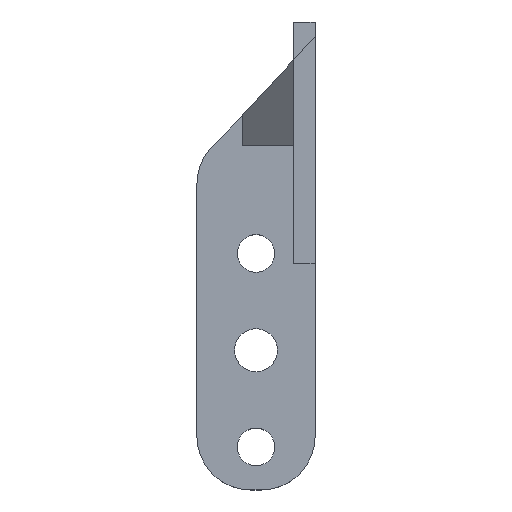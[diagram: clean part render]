
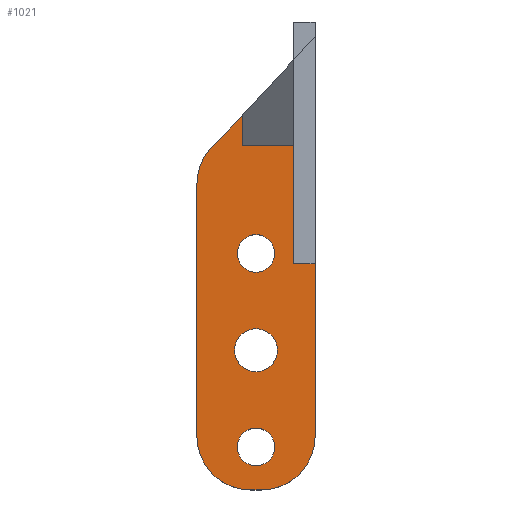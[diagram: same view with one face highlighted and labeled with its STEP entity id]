
A CAD part, top view. The second image highlights one B-rep face of the part: STEP entity #1021.
In plain terms, the highlighted planar face has unit normal (0, 0, 1).
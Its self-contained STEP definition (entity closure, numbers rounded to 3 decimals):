
#63=FACE_BOUND('',#188,.T.);
#64=FACE_BOUND('',#189,.T.);
#65=FACE_BOUND('',#190,.T.);
#85=CIRCLE('',#1108,5.);
#86=CIRCLE('',#1109,5.);
#87=CIRCLE('',#1110,5.);
#88=CIRCLE('',#1111,1.75);
#89=CIRCLE('',#1112,1.75);
#90=CIRCLE('',#1113,2.);
#91=CIRCLE('',#1114,2.);
#92=CIRCLE('',#1115,1.75);
#129=FACE_OUTER_BOUND('',#187,.T.);
#187=EDGE_LOOP('',(#890,#891,#892,#893,#894,#895,#896,#897,#898,#899));
#188=EDGE_LOOP('',(#900,#901));
#189=EDGE_LOOP('',(#902,#903));
#190=EDGE_LOOP('',(#904));
#203=LINE('',#1398,#317);
#258=LINE('',#1530,#372);
#295=LINE('',#1603,#409);
#304=LINE('',#1636,#418);
#305=LINE('',#1638,#419);
#306=LINE('',#1642,#420);
#307=LINE('',#1646,#421);
#317=VECTOR('',#1132,10.);
#372=VECTOR('',#1235,10.);
#409=VECTOR('',#1306,10.);
#418=VECTOR('',#1341,10.);
#419=VECTOR('',#1344,10.);
#420=VECTOR('',#1347,10.);
#421=VECTOR('',#1350,10.);
#431=VERTEX_POINT('',#1395);
#432=VERTEX_POINT('',#1397);
#484=VERTEX_POINT('',#1527);
#485=VERTEX_POINT('',#1529);
#504=VERTEX_POINT('',#1601);
#515=VERTEX_POINT('',#1634);
#516=VERTEX_POINT('',#1639);
#517=VERTEX_POINT('',#1641);
#518=VERTEX_POINT('',#1643);
#519=VERTEX_POINT('',#1645);
#520=VERTEX_POINT('',#1648);
#521=VERTEX_POINT('',#1649);
#522=VERTEX_POINT('',#1652);
#523=VERTEX_POINT('',#1653);
#524=VERTEX_POINT('',#1656);
#527=EDGE_CURVE('',#432,#431,#203,.T.);
#593=EDGE_CURVE('',#484,#485,#258,.T.);
#630=EDGE_CURVE('',#504,#431,#295,.T.);
#647=EDGE_CURVE('',#515,#484,#304,.T.);
#648=EDGE_CURVE('',#485,#504,#305,.T.);
#649=EDGE_CURVE('',#516,#515,#85,.T.);
#650=EDGE_CURVE('',#516,#517,#306,.T.);
#651=EDGE_CURVE('',#518,#517,#86,.T.);
#652=EDGE_CURVE('',#518,#519,#307,.T.);
#653=EDGE_CURVE('',#432,#519,#87,.T.);
#654=EDGE_CURVE('',#520,#521,#88,.T.);
#655=EDGE_CURVE('',#521,#520,#89,.T.);
#656=EDGE_CURVE('',#522,#523,#90,.T.);
#657=EDGE_CURVE('',#523,#522,#91,.T.);
#658=EDGE_CURVE('',#524,#524,#92,.T.);
#890=ORIENTED_EDGE('',*,*,#648,.F.);
#891=ORIENTED_EDGE('',*,*,#593,.F.);
#892=ORIENTED_EDGE('',*,*,#647,.F.);
#893=ORIENTED_EDGE('',*,*,#649,.F.);
#894=ORIENTED_EDGE('',*,*,#650,.T.);
#895=ORIENTED_EDGE('',*,*,#651,.F.);
#896=ORIENTED_EDGE('',*,*,#652,.T.);
#897=ORIENTED_EDGE('',*,*,#653,.F.);
#898=ORIENTED_EDGE('',*,*,#527,.T.);
#899=ORIENTED_EDGE('',*,*,#630,.F.);
#900=ORIENTED_EDGE('',*,*,#654,.T.);
#901=ORIENTED_EDGE('',*,*,#655,.T.);
#902=ORIENTED_EDGE('',*,*,#656,.T.);
#903=ORIENTED_EDGE('',*,*,#657,.T.);
#904=ORIENTED_EDGE('',*,*,#658,.T.);
#980=PLANE('',#1107);
#1021=ADVANCED_FACE('',(#129,#63,#64,#65),#980,.T.);
#1107=AXIS2_PLACEMENT_3D('',#1637,#1342,#1343);
#1108=AXIS2_PLACEMENT_3D('',#1640,#1345,#1346);
#1109=AXIS2_PLACEMENT_3D('',#1644,#1348,#1349);
#1110=AXIS2_PLACEMENT_3D('',#1647,#1351,#1352);
#1111=AXIS2_PLACEMENT_3D('',#1650,#1353,#1354);
#1112=AXIS2_PLACEMENT_3D('',#1651,#1355,#1356);
#1113=AXIS2_PLACEMENT_3D('',#1654,#1357,#1358);
#1114=AXIS2_PLACEMENT_3D('',#1655,#1359,#1360);
#1115=AXIS2_PLACEMENT_3D('',#1657,#1361,#1362);
#1132=DIRECTION('',(0.,1.,0.));
#1235=DIRECTION('',(0.681,0.733,0.));
#1306=DIRECTION('',(1.,0.,0.));
#1341=DIRECTION('',(0.707,0.707,0.));
#1342=DIRECTION('center_axis',(0.,0.,1.));
#1343=DIRECTION('ref_axis',(-1.,0.,0.));
#1344=DIRECTION('',(0.,-1.,0.));
#1345=DIRECTION('center_axis',(0.,0.,-1.));
#1346=DIRECTION('ref_axis',(-0.924,0.383,0.));
#1347=DIRECTION('',(0.,-1.,0.));
#1348=DIRECTION('center_axis',(0.,0.,-1.));
#1349=DIRECTION('ref_axis',(-0.707,-0.707,0.));
#1350=DIRECTION('',(1.,0.,0.));
#1351=DIRECTION('center_axis',(0.,0.,-1.));
#1352=DIRECTION('ref_axis',(0.707,-0.707,0.));
#1353=DIRECTION('center_axis',(0.,0.,-1.));
#1354=DIRECTION('ref_axis',(1.,0.,0.));
#1355=DIRECTION('center_axis',(0.,0.,-1.));
#1356=DIRECTION('ref_axis',(1.,0.,0.));
#1357=DIRECTION('center_axis',(0.,0.,-1.));
#1358=DIRECTION('ref_axis',(1.,0.,0.));
#1359=DIRECTION('center_axis',(0.,0.,-1.));
#1360=DIRECTION('ref_axis',(1.,0.,0.));
#1361=DIRECTION('center_axis',(0.,0.,-1.));
#1362=DIRECTION('ref_axis',(-1.,0.,0.));
#1395=CARTESIAN_POINT('',(-22.05,-24.3,-1.111));
#1397=CARTESIAN_POINT('',(-22.05,-51.3,-1.111));
#1398=CARTESIAN_POINT('',(-22.05,-37.3,-1.111));
#1527=CARTESIAN_POINT('',(-30.55,-23.3,-1.111));
#1529=CARTESIAN_POINT('',(-28.85,-21.47,-1.111));
#1530=CARTESIAN_POINT('',(-33.833,-26.835,-1.111));
#1601=CARTESIAN_POINT('',(-28.85,-24.3,-1.111));
#1603=CARTESIAN_POINT('',(-20.8,-24.3,-1.111));
#1634=CARTESIAN_POINT('',(-31.586,-24.336,-1.111));
#1636=CARTESIAN_POINT('',(-28.925,-21.675,-1.111));
#1637=CARTESIAN_POINT('Origin',(-19.55,-24.3,-1.111));
#1638=CARTESIAN_POINT('',(-28.85,-24.87,-1.111));
#1639=CARTESIAN_POINT('',(-33.05,-27.871,-1.111));
#1640=CARTESIAN_POINT('Origin',(-28.05,-27.871,-1.111));
#1641=CARTESIAN_POINT('',(-33.05,-51.3,-1.111));
#1642=CARTESIAN_POINT('',(-33.05,-50.3,-1.111));
#1643=CARTESIAN_POINT('',(-28.05,-56.3,-1.111));
#1644=CARTESIAN_POINT('Origin',(-28.05,-51.3,-1.111));
#1645=CARTESIAN_POINT('',(-27.05,-56.3,-1.111));
#1646=CARTESIAN_POINT('',(-33.05,-56.3,-1.111));
#1647=CARTESIAN_POINT('Origin',(-27.05,-51.3,-1.111));
#1648=CARTESIAN_POINT('',(-25.8,-34.3,-1.111));
#1649=CARTESIAN_POINT('',(-29.3,-34.3,-1.111));
#1650=CARTESIAN_POINT('Origin',(-27.55,-34.3,-1.111));
#1651=CARTESIAN_POINT('Origin',(-27.55,-34.3,-1.111));
#1652=CARTESIAN_POINT('',(-25.55,-43.3,-1.111));
#1653=CARTESIAN_POINT('',(-29.55,-43.3,-1.111));
#1654=CARTESIAN_POINT('Origin',(-27.55,-43.3,-1.111));
#1655=CARTESIAN_POINT('Origin',(-27.55,-43.3,-1.111));
#1656=CARTESIAN_POINT('',(-25.8,-52.3,-1.111));
#1657=CARTESIAN_POINT('Origin',(-27.55,-52.3,-1.111));
